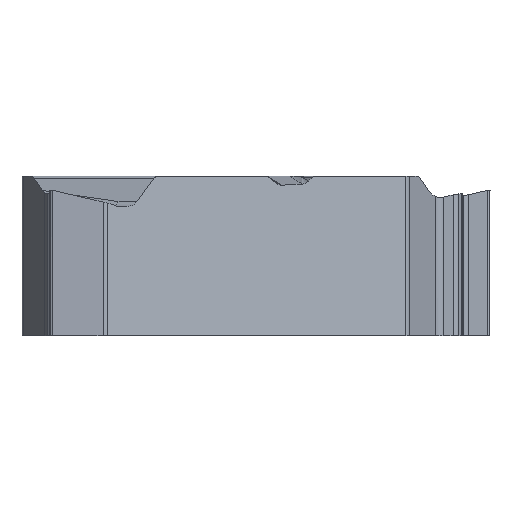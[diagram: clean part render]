
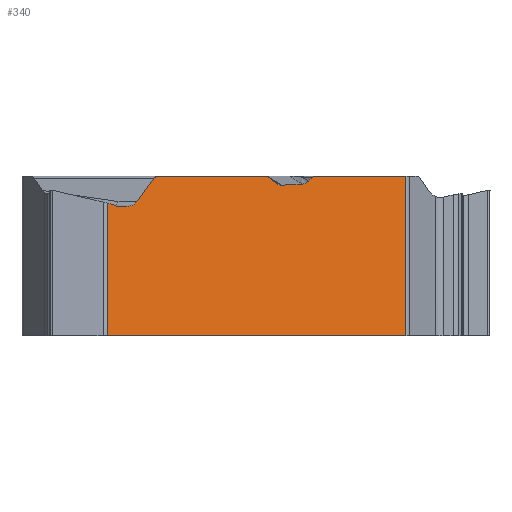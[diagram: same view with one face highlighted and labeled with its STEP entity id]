
A CAD part, front view. The second image highlights one B-rep face of the part: STEP entity #340.
In plain terms, the highlighted planar face has unit normal (0.5, -0.866, 0).
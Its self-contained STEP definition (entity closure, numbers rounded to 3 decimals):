
#66=ELLIPSE('',#2253,0.389,0.33);
#67=ELLIPSE('',#2255,0.167,0.15);
#68=ELLIPSE('',#2262,0.15,0.15);
#88=ELLIPSE('',#2292,0.177,0.15);
#231=FACE_OUTER_BOUND('',#891,.T.);
#340=ADVANCED_FACE('',(#231),#399,.F.);
#399=PLANE('',#2332);
#428=LINE('',#3221,#614);
#492=LINE('',#3984,#682);
#496=LINE('',#3998,#686);
#499=LINE('',#4018,#690);
#502=LINE('',#4038,#694);
#527=LINE('',#4139,#719);
#531=LINE('',#4149,#723);
#532=LINE('',#4150,#724);
#539=LINE('',#4169,#731);
#544=LINE('',#4190,#736);
#575=LINE('',#4251,#767);
#614=VECTOR('',#2419,1.);
#682=VECTOR('',#2643,1.);
#686=VECTOR('',#2659,1.);
#690=VECTOR('',#2667,1.);
#694=VECTOR('',#2675,1.);
#719=VECTOR('',#2752,1.);
#723=VECTOR('',#2760,1.);
#724=VECTOR('',#2761,1.);
#731=VECTOR('',#2780,1.);
#736=VECTOR('',#2793,1.);
#767=VECTOR('',#2884,1.);
#891=EDGE_LOOP('',(#1401,#1402,#1403,#1404,#1405,#1406,#1407,#1408,#1409,
#1410,#1411,#1412,#1413,#1414,#1415,#1416,#1417,#1418));
#1401=ORIENTED_EDGE('',*,*,#2021,.T.);
#1402=ORIENTED_EDGE('',*,*,#1773,.T.);
#1403=ORIENTED_EDGE('',*,*,#1990,.T.);
#1404=ORIENTED_EDGE('',*,*,#1972,.F.);
#1405=ORIENTED_EDGE('',*,*,#1922,.F.);
#1406=ORIENTED_EDGE('',*,*,#1920,.F.);
#1407=ORIENTED_EDGE('',*,*,#1918,.F.);
#1408=ORIENTED_EDGE('',*,*,#1916,.F.);
#1409=ORIENTED_EDGE('',*,*,#1914,.F.);
#1410=ORIENTED_EDGE('',*,*,#1912,.F.);
#1411=ORIENTED_EDGE('',*,*,#1909,.F.);
#1412=ORIENTED_EDGE('',*,*,#1971,.F.);
#1413=ORIENTED_EDGE('',*,*,#1980,.F.);
#1414=ORIENTED_EDGE('',*,*,#1983,.F.);
#1415=ORIENTED_EDGE('',*,*,#1908,.T.);
#1416=ORIENTED_EDGE('',*,*,#1905,.T.);
#1417=ORIENTED_EDGE('',*,*,#1902,.T.);
#1418=ORIENTED_EDGE('',*,*,#1966,.F.);
#1570=VERTEX_POINT('',#3220);
#1571=VERTEX_POINT('',#3222);
#1669=VERTEX_POINT('',#3967);
#1671=VERTEX_POINT('',#3977);
#1672=VERTEX_POINT('',#3981);
#1675=VERTEX_POINT('',#3988);
#1676=VERTEX_POINT('',#3993);
#1677=VERTEX_POINT('',#3994);
#1678=VERTEX_POINT('',#3999);
#1679=VERTEX_POINT('',#4015);
#1680=VERTEX_POINT('',#4019);
#1681=VERTEX_POINT('',#4035);
#1682=VERTEX_POINT('',#4039);
#1683=VERTEX_POINT('',#4043);
#1721=VERTEX_POINT('',#4138);
#1725=VERTEX_POINT('',#4148);
#1726=VERTEX_POINT('',#4151);
#1730=VERTEX_POINT('',#4164);
#1773=EDGE_CURVE('',#1571,#1570,#428,.T.);
#1902=EDGE_CURVE('',#1669,#1671,#2092,.T.);
#1905=EDGE_CURVE('',#1672,#1669,#492,.T.);
#1908=EDGE_CURVE('',#1675,#1672,#66,.T.);
#1909=EDGE_CURVE('',#1676,#1677,#67,.T.);
#1912=EDGE_CURVE('',#1677,#1678,#496,.T.);
#1914=EDGE_CURVE('',#1678,#1679,#2128,.T.);
#1916=EDGE_CURVE('',#1679,#1680,#499,.T.);
#1918=EDGE_CURVE('',#1680,#1681,#2129,.T.);
#1920=EDGE_CURVE('',#1681,#1682,#502,.T.);
#1922=EDGE_CURVE('',#1682,#1683,#68,.T.);
#1966=EDGE_CURVE('',#1721,#1671,#527,.T.);
#1971=EDGE_CURVE('',#1725,#1676,#531,.T.);
#1972=EDGE_CURVE('',#1683,#1726,#532,.T.);
#1980=EDGE_CURVE('',#1730,#1725,#88,.T.);
#1983=EDGE_CURVE('',#1675,#1730,#539,.T.);
#1990=EDGE_CURVE('',#1570,#1726,#544,.T.);
#2021=EDGE_CURVE('',#1721,#1571,#575,.T.);
#2092=CIRCLE('',#2248,0.15);
#2128=B_SPLINE_CURVE_WITH_KNOTS('',3,(#4002,#4003,#4004,#4005,#4006,#4007,
#4008,#4009,#4010,#4011,#4012,#4013,#4014),.UNSPECIFIED.,.F.,.F.,(4,3,3,
3,4),(0.,0.234,0.468,0.701,1.),
 .UNSPECIFIED.);
#2129=B_SPLINE_CURVE_WITH_KNOTS('',3,(#4022,#4023,#4024,#4025,#4026,#4027,
#4028,#4029,#4030,#4031,#4032,#4033,#4034),.UNSPECIFIED.,.F.,.F.,(4,3,3,
3,4),(0.,0.249,0.498,0.746,1.),
 .UNSPECIFIED.);
#2248=AXIS2_PLACEMENT_3D('',#3978,#2636,#2637);
#2253=AXIS2_PLACEMENT_3D('',#3990,#2649,#2650);
#2255=AXIS2_PLACEMENT_3D('',#3992,#2653,#2654);
#2262=AXIS2_PLACEMENT_3D('',#4042,#2679,#2680);
#2292=AXIS2_PLACEMENT_3D('',#4163,#2773,#2774);
#2332=AXIS2_PLACEMENT_3D('',#4257,#2893,#2894);
#2419=DIRECTION('',(0.866,0.5,0.));
#2636=DIRECTION('',(-0.5,0.866,0.));
#2637=DIRECTION('',(0.,0.,-1.));
#2643=DIRECTION('',(-0.866,-0.5,0.));
#2649=DIRECTION('',(-0.5,0.866,0.));
#2650=DIRECTION('',(0.866,0.5,0.));
#2653=DIRECTION('',(-0.5,0.866,0.));
#2654=DIRECTION('',(-0.866,-0.5,0.));
#2659=DIRECTION('',(0.686,0.396,-0.611));
#2667=DIRECTION('',(0.865,0.5,0.043));
#2675=DIRECTION('',(0.658,0.38,0.651));
#2679=DIRECTION('',(-0.5,0.866,0.));
#2680=DIRECTION('',(0.866,0.5,0.));
#2752=DIRECTION('',(0.837,0.483,-0.259));
#2760=DIRECTION('',(0.866,0.5,0.));
#2761=DIRECTION('',(0.866,0.5,0.));
#2773=DIRECTION('',(-0.5,0.866,0.));
#2774=DIRECTION('',(-0.866,-0.5,0.));
#2780=DIRECTION('',(0.557,0.322,0.765));
#2793=DIRECTION('',(0.,0.,1.));
#2884=DIRECTION('',(0.,0.,-1.));
#2893=DIRECTION('',(-0.5,0.866,0.));
#2894=DIRECTION('',(0.,0.,-1.));
#3220=CARTESIAN_POINT('',(5.677,-2.222,-3.97));
#3221=CARTESIAN_POINT('',(-0.367,-5.711,-3.97));
#3222=CARTESIAN_POINT('',(-2.428,-6.901,-3.97));
#3967=CARTESIAN_POINT('',(-2.123,-6.725,-0.45));
#3977=CARTESIAN_POINT('',(-2.156,-6.744,-0.445));
#3978=CARTESIAN_POINT('',(-2.123,-6.725,-0.3));
#3981=CARTESIAN_POINT('',(-1.911,-6.603,-0.45));
#3984=CARTESIAN_POINT('',(5.129,-2.538,-0.45));
#3988=CARTESIAN_POINT('',(-1.637,-6.444,-0.312));
#3990=CARTESIAN_POINT('',(-1.911,-6.603,-0.12));
#3992=CARTESIAN_POINT('',(1.861,-4.425,0.23));
#3993=CARTESIAN_POINT('',(1.861,-4.425,0.38));
#3994=CARTESIAN_POINT('',(1.954,-4.371,0.344));
#3998=CARTESIAN_POINT('',(4.089,-3.139,-1.557));
#3999=CARTESIAN_POINT('',(2.124,-4.273,0.193));
#4002=CARTESIAN_POINT('',(2.124,-4.273,0.193));
#4003=CARTESIAN_POINT('',(2.136,-4.266,0.182));
#4004=CARTESIAN_POINT('',(2.148,-4.259,0.173));
#4005=CARTESIAN_POINT('',(2.161,-4.252,0.166));
#4006=CARTESIAN_POINT('',(2.173,-4.245,0.158));
#4007=CARTESIAN_POINT('',(2.186,-4.237,0.151));
#4008=CARTESIAN_POINT('',(2.2,-4.229,0.146));
#4009=CARTESIAN_POINT('',(2.214,-4.221,0.141));
#4010=CARTESIAN_POINT('',(2.228,-4.213,0.137));
#4011=CARTESIAN_POINT('',(2.242,-4.205,0.134));
#4012=CARTESIAN_POINT('',(2.26,-4.195,0.131));
#4013=CARTESIAN_POINT('',(2.278,-4.184,0.13));
#4014=CARTESIAN_POINT('',(2.296,-4.173,0.131));
#4015=CARTESIAN_POINT('',(2.296,-4.173,0.131));
#4018=CARTESIAN_POINT('',(-0.367,-5.711,0.));
#4019=CARTESIAN_POINT('',(2.857,-3.85,0.158));
#4022=CARTESIAN_POINT('',(2.857,-3.85,0.158));
#4023=CARTESIAN_POINT('',(2.873,-3.841,0.159));
#4024=CARTESIAN_POINT('',(2.888,-3.832,0.162));
#4025=CARTESIAN_POINT('',(2.904,-3.823,0.165));
#4026=CARTESIAN_POINT('',(2.919,-3.814,0.169));
#4027=CARTESIAN_POINT('',(2.934,-3.805,0.174));
#4028=CARTESIAN_POINT('',(2.949,-3.797,0.181));
#4029=CARTESIAN_POINT('',(2.963,-3.789,0.188));
#4030=CARTESIAN_POINT('',(2.977,-3.78,0.196));
#4031=CARTESIAN_POINT('',(2.99,-3.773,0.205));
#4032=CARTESIAN_POINT('',(3.004,-3.765,0.214));
#4033=CARTESIAN_POINT('',(3.017,-3.757,0.225));
#4034=CARTESIAN_POINT('',(3.029,-3.75,0.237));
#4035=CARTESIAN_POINT('',(3.029,-3.75,0.237));
#4038=CARTESIAN_POINT('',(0.97,-4.939,-1.801));
#4039=CARTESIAN_POINT('',(3.137,-3.688,0.344));
#4042=CARTESIAN_POINT('',(3.222,-3.639,0.23));
#4043=CARTESIAN_POINT('',(3.222,-3.639,0.38));
#4138=CARTESIAN_POINT('',(-2.428,-6.901,-0.361));
#4139=CARTESIAN_POINT('',(4.545,-2.875,-2.518));
#4148=CARTESIAN_POINT('',(-1.054,-6.108,0.38));
#4149=CARTESIAN_POINT('',(5.129,-2.538,0.38));
#4150=CARTESIAN_POINT('',(-0.367,-5.711,0.38));
#4151=CARTESIAN_POINT('',(5.677,-2.222,0.38));
#4163=CARTESIAN_POINT('',(-1.054,-6.108,0.23));
#4164=CARTESIAN_POINT('',(-1.179,-6.18,0.317));
#4169=CARTESIAN_POINT('',(1.299,-4.749,3.719));
#4190=CARTESIAN_POINT('',(5.677,-2.222,3.38));
#4251=CARTESIAN_POINT('',(-2.428,-6.901,-5.47));
#4257=CARTESIAN_POINT('',(-0.367,-5.711,0.));
